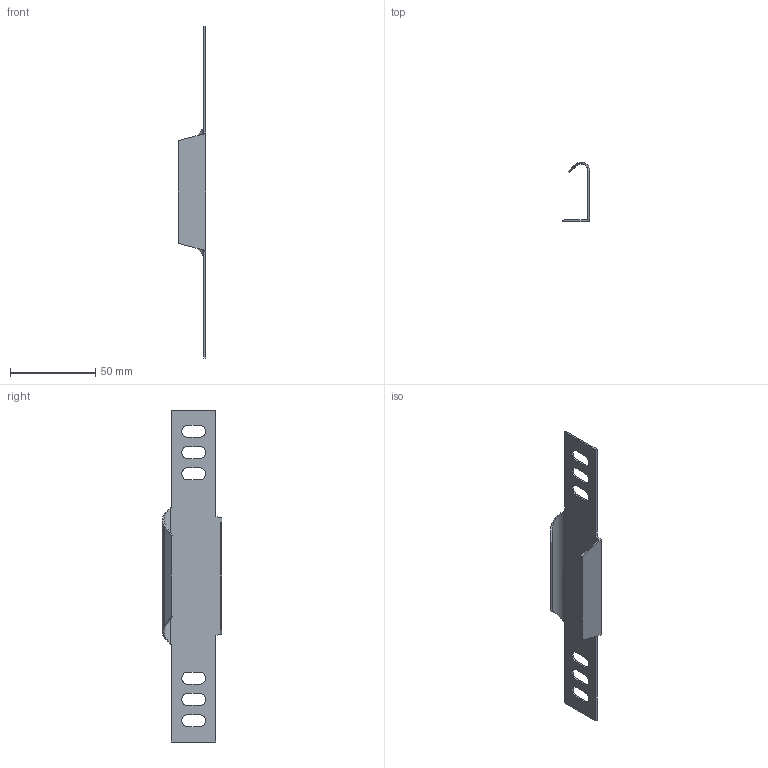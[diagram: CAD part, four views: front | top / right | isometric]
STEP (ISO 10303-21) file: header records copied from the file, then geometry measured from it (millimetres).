
FILE_DESCRIPTION (( 'STEP AP214' ), '1' );
FILE_NAME ('7108109.stp', '2018-11-29T09:25:29', ( '' ), ( '' ), 'SwSTEP 2.0', 'SolidWorks 2018', '' );
FILE_SCHEMA (( 'AUTOMOTIVE_DESIGN' ));
Length unit declared in the file: millimetre
Products named in the file (1): 7108109
Bounding box: 16 x 35 x 195 mm (x, y, z)
Volume: 6825.6 mm3; surface area: 14351.6 mm2
Topology: 1 solids, 1 shells, 52 faces, 142 edges, 92 vertices
Faces by surface type: plane 34, cylinder 14, bspline 4
Entity records: 1886 total; most frequent: CARTESIAN_POINT 541, ORIENTED_EDGE 284, DIRECTION 244, EDGE_CURVE 142, LINE 98, VECTOR 98, VERTEX_POINT 92, AXIS2_PLACEMENT_3D 73
